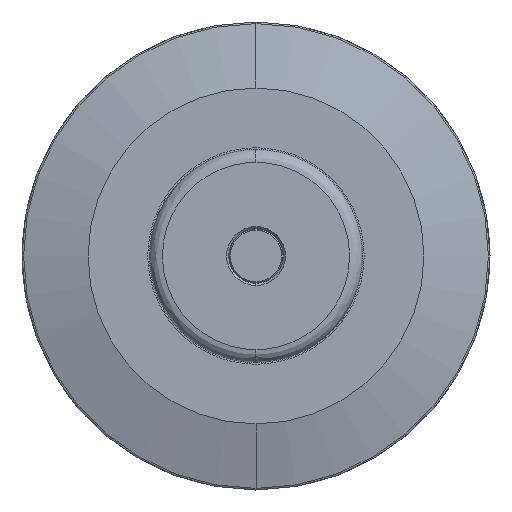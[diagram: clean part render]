
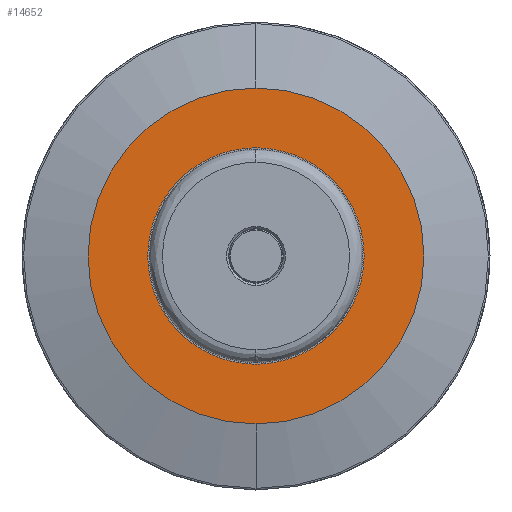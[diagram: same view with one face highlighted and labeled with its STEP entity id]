
A CAD part, left-side view. The second image highlights one B-rep face of the part: STEP entity #14652.
In plain terms, the highlighted planar face has unit normal (-1, 0, 0).
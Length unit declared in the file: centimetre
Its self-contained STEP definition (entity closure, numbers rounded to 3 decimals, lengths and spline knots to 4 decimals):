
#2948 = CARTESIAN_POINT ( 'NONE',  ( -0.508, 0., 0. ) ) ;
#2951 = PLANE ( 'NONE',  #14245 ) ;
#2953 = DIRECTION ( 'NONE',  ( 1., 0., 0. ) ) ;
#2954 = DIRECTION ( 'NONE',  ( 0., 0., -1. ) ) ;
#6499 = CARTESIAN_POINT ( 'NONE',  ( -0.508, 0., 0. ) ) ;
#6500 = DIRECTION ( 'NONE',  ( -1., 0., 0. ) ) ;
#6501 = DIRECTION ( 'NONE',  ( 0., 0., 1. ) ) ;
#6677 = CARTESIAN_POINT ( 'NONE',  ( -0.508, 0., 0. ) ) ;
#6678 = DIRECTION ( 'NONE',  ( -1., 0., 0. ) ) ;
#6679 = DIRECTION ( 'NONE',  ( 0., 0., -1. ) ) ;
#7350 = CIRCLE ( 'NONE', #15779, 0.9906 ) ;
#7490 = CIRCLE ( 'NONE', #15806, 1.9737 ) ;
#10148 = EDGE_LOOP ( 'NONE', ( #10915, #10741 ) ) ;
#10197 = EDGE_LOOP ( 'NONE', ( #10858, #10856 ) ) ;
#10337 = CARTESIAN_POINT ( 'NONE',  ( -0.508, 0., 1.9737 ) ) ;
#10339 = CARTESIAN_POINT ( 'NONE',  ( -0.508, 0., -1.9737 ) ) ;
#10352 = CARTESIAN_POINT ( 'NONE',  ( -0.508, 0., -0.9906 ) ) ;
#10354 = CARTESIAN_POINT ( 'NONE',  ( -0.508, 0., 0.9906 ) ) ;
#10741 = ORIENTED_EDGE ( 'NONE', *, *, #13305, .T. ) ;
#10856 = ORIENTED_EDGE ( 'NONE', *, *, #13264, .F. ) ;
#10858 = ORIENTED_EDGE ( 'NONE', *, *, #16265, .F. ) ;
#10915 = ORIENTED_EDGE ( 'NONE', *, *, #16208, .T. ) ;
#12914 = CARTESIAN_POINT ( 'NONE',  ( -0.508, 0., 0. ) ) ;
#12915 = DIRECTION ( 'NONE',  ( -1., 0., 0. ) ) ;
#12916 = DIRECTION ( 'NONE',  ( 0., 0., -1. ) ) ;
#13162 = CARTESIAN_POINT ( 'NONE',  ( -0.508, 0., 0. ) ) ;
#13163 = DIRECTION ( 'NONE',  ( -1., 0., 0. ) ) ;
#13164 = DIRECTION ( 'NONE',  ( 0., 0., 1. ) ) ;
#13264 = EDGE_CURVE ( 'NONE', #15112, #15113, #7350, .T. ) ;
#13305 = EDGE_CURVE ( 'NONE', #15104, #15105, #7490, .T. ) ;
#14245 = AXIS2_PLACEMENT_3D ( 'NONE', #2948, #2953, #2954 ) ;
#14399 = AXIS2_PLACEMENT_3D ( 'NONE', #12914, #12915, #12916 ) ;
#14437 = AXIS2_PLACEMENT_3D ( 'NONE', #13162, #13163, #13164 ) ;
#14652 = ADVANCED_FACE ( 'NONE', ( #17964, #17954 ), #2951, .F. ) ;
#15104 = VERTEX_POINT ( 'NONE', #10337 ) ;
#15105 = VERTEX_POINT ( 'NONE', #10339 ) ;
#15112 = VERTEX_POINT ( 'NONE', #10352 ) ;
#15113 = VERTEX_POINT ( 'NONE', #10354 ) ;
#15779 = AXIS2_PLACEMENT_3D ( 'NONE', #6499, #6500, #6501 ) ;
#15806 = AXIS2_PLACEMENT_3D ( 'NONE', #6677, #6678, #6679 ) ;
#16208 = EDGE_CURVE ( 'NONE', #15105, #15104, #17715, .T. ) ;
#16265 = EDGE_CURVE ( 'NONE', #15113, #15112, #17643, .T. ) ;
#17643 = CIRCLE ( 'NONE', #14437, 0.9906 ) ;
#17715 = CIRCLE ( 'NONE', #14399, 1.9737 ) ;
#17954 = FACE_OUTER_BOUND ( 'NONE', #10148, .T. ) ;
#17964 = FACE_BOUND ( 'NONE', #10197, .T. ) ;
